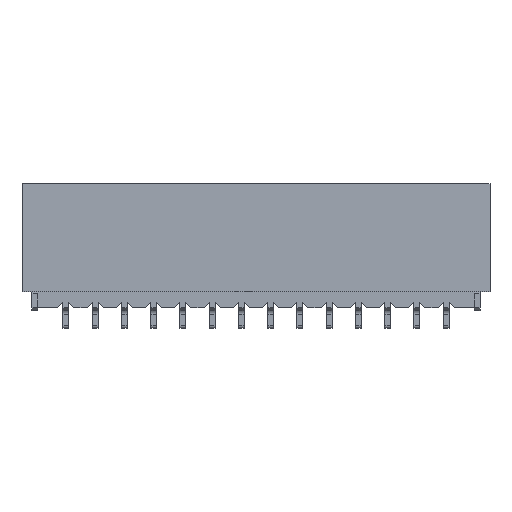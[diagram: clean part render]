
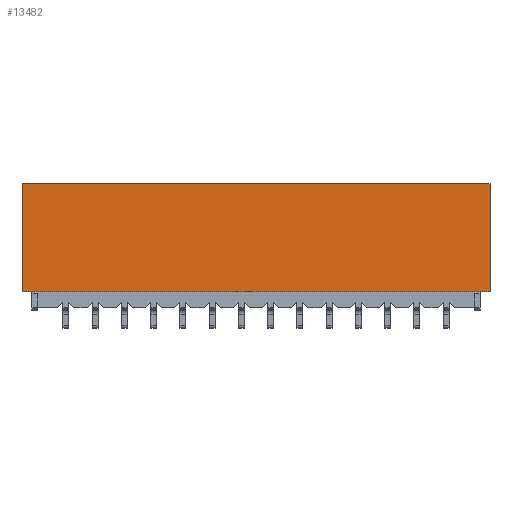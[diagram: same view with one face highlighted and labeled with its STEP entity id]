
A CAD part, top view. The second image highlights one B-rep face of the part: STEP entity #13482.
In plain terms, the highlighted planar face has unit normal (0, 0, 1).
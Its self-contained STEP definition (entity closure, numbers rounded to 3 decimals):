
#4769=DIRECTION('',(0.,-1.,0.));
#4770=VECTOR('',#4769,3.695);
#4771=CARTESIAN_POINT('',(-8.,4.24,2.72));
#4772=LINE('',#4771,#4770);
#4773=DIRECTION('',(-1.,0.,0.));
#4774=VECTOR('',#4773,16.);
#4775=CARTESIAN_POINT('',(8.,4.24,2.72));
#4776=LINE('',#4775,#4774);
#4777=DIRECTION('',(0.,1.,0.));
#4778=VECTOR('',#4777,3.695);
#4779=CARTESIAN_POINT('',(8.,0.545,2.72));
#4780=LINE('',#4779,#4778);
#4781=DIRECTION('',(1.,0.,0.));
#4782=VECTOR('',#4781,16.);
#4783=CARTESIAN_POINT('',(-8.,0.545,2.72));
#4784=LINE('',#4783,#4782);
#5157=CARTESIAN_POINT('',(8.,0.545,2.72));
#5158=CARTESIAN_POINT('',(8.,4.24,2.72));
#5159=VERTEX_POINT('',#5157);
#5160=VERTEX_POINT('',#5158);
#5161=CARTESIAN_POINT('',(-8.,4.24,2.72));
#5162=VERTEX_POINT('',#5161);
#5163=CARTESIAN_POINT('',(-8.,0.545,2.72));
#5164=VERTEX_POINT('',#5163);
#13471=CARTESIAN_POINT('',(0.,0.,2.72));
#13472=DIRECTION('',(0.,0.,1.));
#13473=DIRECTION('',(1.,0.,0.));
#13474=AXIS2_PLACEMENT_3D('',#13471,#13472,#13473);
#13475=PLANE('',#13474);
#13476=ORIENTED_EDGE('',*,*,#11050,.F.);
#13477=ORIENTED_EDGE('',*,*,#11170,.F.);
#13478=ORIENTED_EDGE('',*,*,#13465,.F.);
#13479=ORIENTED_EDGE('',*,*,#10808,.F.);
#13480=EDGE_LOOP('',(#13476,#13477,#13478,#13479));
#13481=FACE_OUTER_BOUND('',#13480,.F.);
#10808=EDGE_CURVE('',#5164,#5159,#4784,.T.);
#11050=EDGE_CURVE('',#5162,#5164,#4772,.T.);
#11170=EDGE_CURVE('',#5160,#5162,#4776,.T.);
#13465=EDGE_CURVE('',#5159,#5160,#4780,.T.);
#13482=ADVANCED_FACE('',(#13481),#13475,.T.);
